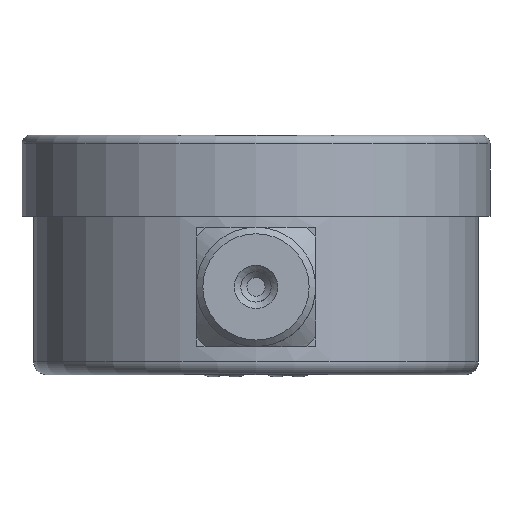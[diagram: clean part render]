
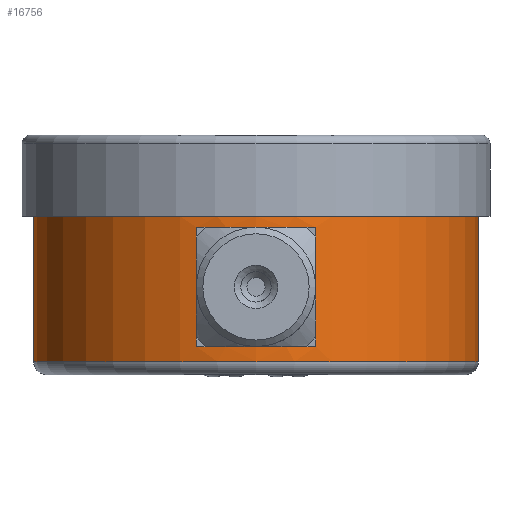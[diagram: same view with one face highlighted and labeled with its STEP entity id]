
A CAD part, front view. The second image highlights one B-rep face of the part: STEP entity #16756.
In plain terms, the highlighted cylindrical face has radius 26.035 mm (diameter 52.07 mm), a full revolution.
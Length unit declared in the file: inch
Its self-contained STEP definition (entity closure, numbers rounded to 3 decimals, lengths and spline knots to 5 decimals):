
#150 = DIRECTION ( 'NONE',  ( 1., 0., 0. ) ) ;
#310 = EDGE_CURVE ( 'NONE', #10632, #12367, #14132, .T. ) ;
#454 = DIRECTION ( 'NONE',  ( 0., 0., -1. ) ) ;
#762 = EDGE_LOOP ( 'NONE', ( #11069 ) ) ;
#797 = VERTEX_POINT ( 'NONE', #11711 ) ;
#868 = DIRECTION ( 'NONE',  ( -1., 0., 0. ) ) ;
#1638 = VERTEX_POINT ( 'NONE', #11929 ) ;
#2081 = DIRECTION ( 'NONE',  ( 0., 0., -1. ) ) ;
#2527 = LINE ( 'NONE', #10825, #10773 ) ;
#2873 = CYLINDRICAL_SURFACE ( 'NONE', #14816, 1.025 ) ;
#2914 = ORIENTED_EDGE ( 'NONE', *, *, #6674, .F. ) ;
#2939 = VERTEX_POINT ( 'NONE', #14290 ) ;
#3133 = CIRCLE ( 'NONE', #13106, 1.025 ) ;
#3426 = LINE ( 'NONE', #6183, #13745 ) ;
#3899 = CARTESIAN_POINT ( 'NONE',  ( 0.275, -0.98742, -0.975 ) ) ;
#4111 = FACE_OUTER_BOUND ( 'NONE', #9176, .T. ) ;
#4208 = DIRECTION ( 'NONE',  ( 0., 0., 1. ) ) ;
#4483 = EDGE_CURVE ( 'NONE', #797, #797, #14784, .T. ) ;
#4714 = AXIS2_PLACEMENT_3D ( 'NONE', #10418, #6340, #868 ) ;
#4731 = EDGE_LOOP ( 'NONE', ( #12189, #8965, #14232, #2914 ) ) ;
#5941 = AXIS2_PLACEMENT_3D ( 'NONE', #11396, #10121, #15667 ) ;
#6183 = CARTESIAN_POINT ( 'NONE',  ( -0.275, -0.98742, -1.105 ) ) ;
#6340 = DIRECTION ( 'NONE',  ( 0., 0., 1. ) ) ;
#6652 = DIRECTION ( 'NONE',  ( 0., 0., -1. ) ) ;
#6674 = EDGE_CURVE ( 'NONE', #1638, #2939, #3133, .T. ) ;
#6711 = FACE_OUTER_BOUND ( 'NONE', #762, .T. ) ;
#8710 = AXIS2_PLACEMENT_3D ( 'NONE', #12600, #6652, #14027 ) ;
#8965 = ORIENTED_EDGE ( 'NONE', *, *, #310, .F. ) ;
#9176 = EDGE_LOOP ( 'NONE', ( #16121 ) ) ;
#9208 = CARTESIAN_POINT ( 'NONE',  ( -0.275, -0.98742, -0.975 ) ) ;
#9772 = EDGE_CURVE ( 'NONE', #11982, #11982, #11280, .T. ) ;
#10121 = DIRECTION ( 'NONE',  ( 0., 0., 1. ) ) ;
#10418 = CARTESIAN_POINT ( 'NONE',  ( 0., 0., -0.975 ) ) ;
#10632 = VERTEX_POINT ( 'NONE', #9208 ) ;
#10773 = VECTOR ( 'NONE', #4208, 39.37008 ) ;
#10825 = CARTESIAN_POINT ( 'NONE',  ( 0.275, -0.98742, -1.105 ) ) ;
#10898 = DIRECTION ( 'NONE',  ( 0., 0., 1. ) ) ;
#11069 = ORIENTED_EDGE ( 'NONE', *, *, #4483, .T. ) ;
#11280 = CIRCLE ( 'NONE', #8710, 1.025 ) ;
#11396 = CARTESIAN_POINT ( 'NONE',  ( 0., 0., -1.045 ) ) ;
#11711 = CARTESIAN_POINT ( 'NONE',  ( 1.025, 0., -1.045 ) ) ;
#11929 = CARTESIAN_POINT ( 'NONE',  ( 0.275, -0.98742, -0.425 ) ) ;
#11982 = VERTEX_POINT ( 'NONE', #17432 ) ;
#12060 = CARTESIAN_POINT ( 'NONE',  ( 0., 0., -1.105 ) ) ;
#12189 = ORIENTED_EDGE ( 'NONE', *, *, #15701, .F. ) ;
#12367 = VERTEX_POINT ( 'NONE', #3899 ) ;
#12600 = CARTESIAN_POINT ( 'NONE',  ( 0., 0., -0.375 ) ) ;
#13106 = AXIS2_PLACEMENT_3D ( 'NONE', #14057, #2081, #17071 ) ;
#13688 = EDGE_CURVE ( 'NONE', #2939, #10632, #3426, .T. ) ;
#13745 = VECTOR ( 'NONE', #454, 39.37008 ) ;
#14027 = DIRECTION ( 'NONE',  ( 1., 0., 0. ) ) ;
#14057 = CARTESIAN_POINT ( 'NONE',  ( 0., 0., -0.425 ) ) ;
#14132 = CIRCLE ( 'NONE', #4714, 1.025 ) ;
#14232 = ORIENTED_EDGE ( 'NONE', *, *, #13688, .F. ) ;
#14290 = CARTESIAN_POINT ( 'NONE',  ( -0.275, -0.98742, -0.425 ) ) ;
#14784 = CIRCLE ( 'NONE', #5941, 1.025 ) ;
#14816 = AXIS2_PLACEMENT_3D ( 'NONE', #12060, #10898, #150 ) ;
#14992 = FACE_BOUND ( 'NONE', #4731, .T. ) ;
#15667 = DIRECTION ( 'NONE',  ( 1., 0., 0. ) ) ;
#15701 = EDGE_CURVE ( 'NONE', #12367, #1638, #2527, .T. ) ;
#16121 = ORIENTED_EDGE ( 'NONE', *, *, #9772, .T. ) ;
#16756 = ADVANCED_FACE ( 'NONE', ( #14992, #6711, #4111 ), #2873, .T. ) ;
#17071 = DIRECTION ( 'NONE',  ( 1., 0., 0. ) ) ;
#17432 = CARTESIAN_POINT ( 'NONE',  ( 1.025, 0., -0.375 ) ) ;
